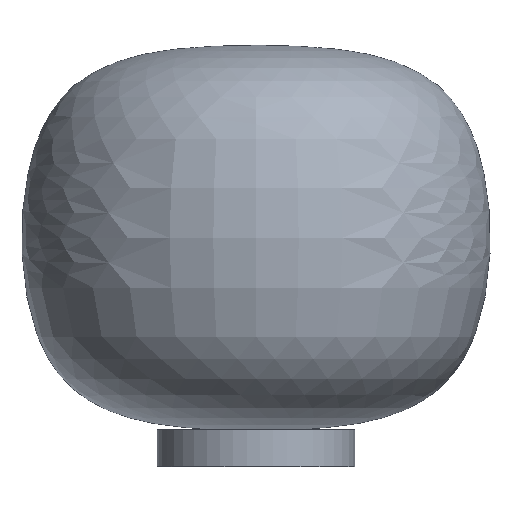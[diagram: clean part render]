
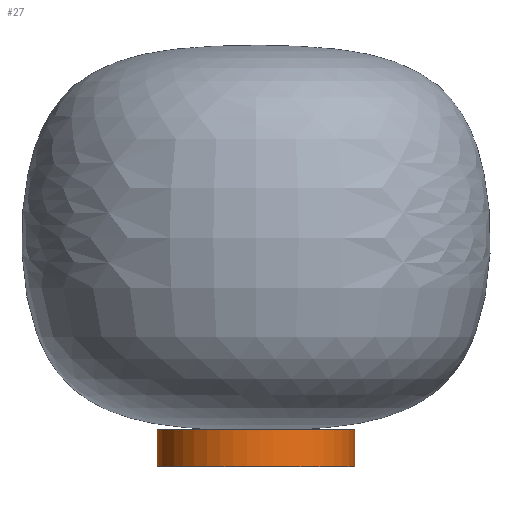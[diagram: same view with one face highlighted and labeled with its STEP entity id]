
A CAD part, front view. The second image highlights one B-rep face of the part: STEP entity #27.
In plain terms, the highlighted cylindrical face has radius 40 mm (diameter 80 mm), a partial arc.
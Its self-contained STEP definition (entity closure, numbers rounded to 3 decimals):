
#27=ADVANCED_FACE('',(#33),#97,.T.);
#33=FACE_OUTER_BOUND('',#39,.T.);
#39=EDGE_LOOP('',(#50,#51,#52,#53));
#50=ORIENTED_EDGE('',*,*,#66,.T.);
#51=ORIENTED_EDGE('',*,*,#63,.T.);
#52=ORIENTED_EDGE('',*,*,#67,.F.);
#53=ORIENTED_EDGE('',*,*,#65,.F.);
#63=EDGE_CURVE('',#86,#87,#75,.T.);
#65=EDGE_CURVE('',#88,#89,#77,.T.);
#66=EDGE_CURVE('',#88,#86,#78,.T.);
#67=EDGE_CURVE('',#89,#87,#79,.T.);
#75=(
BOUNDED_CURVE()
B_SPLINE_CURVE(1,(#219,#220),.UNSPECIFIED.,.F.,.F.)
B_SPLINE_CURVE_WITH_KNOTS((2,2),(0.,15.),.UNSPECIFIED.)
CURVE()
GEOMETRIC_REPRESENTATION_ITEM()
RATIONAL_B_SPLINE_CURVE((1.,1.))
REPRESENTATION_ITEM('')
);
#77=(
BOUNDED_CURVE()
B_SPLINE_CURVE(1,(#226,#227),.UNSPECIFIED.,.F.,.F.)
B_SPLINE_CURVE_WITH_KNOTS((2,2),(0.,15.),.UNSPECIFIED.)
CURVE()
GEOMETRIC_REPRESENTATION_ITEM()
RATIONAL_B_SPLINE_CURVE((1.,1.))
REPRESENTATION_ITEM('')
);
#78=(
BOUNDED_CURVE()
B_SPLINE_CURVE(2,(#228,#229,#230,#231,#232),.UNSPECIFIED.,.F.,.F.)
B_SPLINE_CURVE_WITH_KNOTS((3,2,3),(125.664,188.496,251.327),
 .UNSPECIFIED.)
CURVE()
GEOMETRIC_REPRESENTATION_ITEM()
RATIONAL_B_SPLINE_CURVE((1.,0.707,1.,0.707,1.))
REPRESENTATION_ITEM('')
);
#79=(
BOUNDED_CURVE()
B_SPLINE_CURVE(2,(#233,#234,#235,#236,#237),.UNSPECIFIED.,.F.,.F.)
B_SPLINE_CURVE_WITH_KNOTS((3,2,3),(125.664,188.496,251.327),
 .UNSPECIFIED.)
CURVE()
GEOMETRIC_REPRESENTATION_ITEM()
RATIONAL_B_SPLINE_CURVE((1.,0.707,1.,0.707,1.))
REPRESENTATION_ITEM('')
);
#86=VERTEX_POINT('',#210);
#87=VERTEX_POINT('',#211);
#88=VERTEX_POINT('',#212);
#89=VERTEX_POINT('',#213);
#97=CYLINDRICAL_SURFACE('',#189,40.);
#189=AXIS2_PLACEMENT_3D('',#209,#198,$);
#198=DIRECTION('',(0.,0.,-1.));
#209=CARTESIAN_POINT('',(-1831.793,0.,3228.795));
#210=CARTESIAN_POINT('',(-1871.793,0.,3236.295));
#211=CARTESIAN_POINT('',(-1871.793,0.,3221.295));
#212=CARTESIAN_POINT('',(-1791.793,0.,3236.295));
#213=CARTESIAN_POINT('',(-1791.793,0.,3221.295));
#219=CARTESIAN_POINT('',(-1871.793,0.,3236.295));
#220=CARTESIAN_POINT('',(-1871.793,0.,3221.295));
#226=CARTESIAN_POINT('',(-1791.793,0.,3236.295));
#227=CARTESIAN_POINT('',(-1791.793,0.,3221.295));
#228=CARTESIAN_POINT('',(-1791.793,0.,3236.295));
#229=CARTESIAN_POINT('',(-1791.793,-40.,3236.295));
#230=CARTESIAN_POINT('',(-1831.793,-40.,3236.295));
#231=CARTESIAN_POINT('',(-1871.793,-40.,3236.295));
#232=CARTESIAN_POINT('',(-1871.793,0.,3236.295));
#233=CARTESIAN_POINT('',(-1791.793,0.,3221.295));
#234=CARTESIAN_POINT('',(-1791.793,-40.,3221.295));
#235=CARTESIAN_POINT('',(-1831.793,-40.,3221.295));
#236=CARTESIAN_POINT('',(-1871.793,-40.,3221.295));
#237=CARTESIAN_POINT('',(-1871.793,0.,3221.295));
